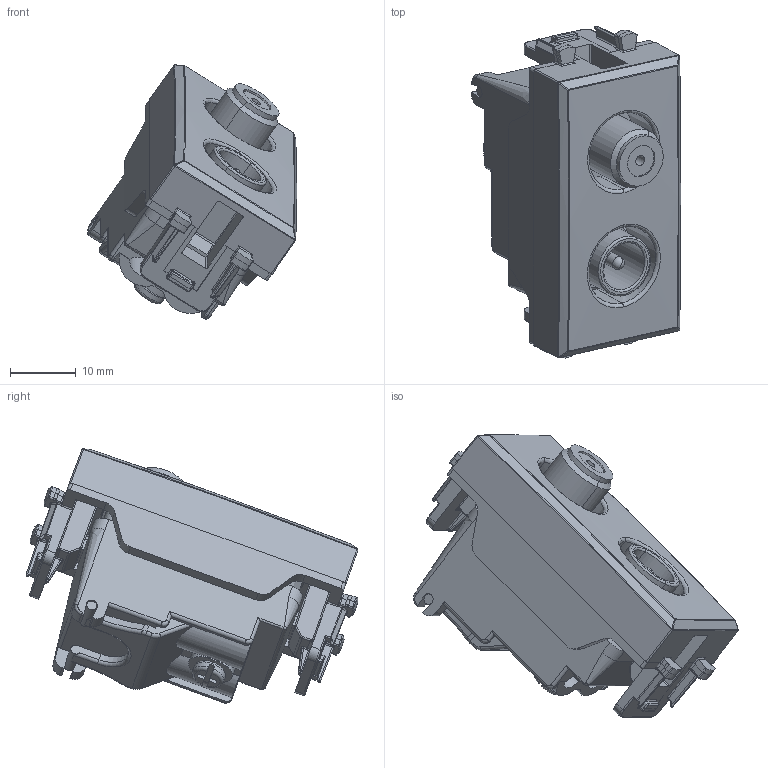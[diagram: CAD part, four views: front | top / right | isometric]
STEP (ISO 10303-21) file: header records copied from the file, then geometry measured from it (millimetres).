
FILE_DESCRIPTION(('CATIA V5 STEP Exchange'),'2;1');
FILE_NAME('442096DM.stp','2024-03-07T13:43:22+00:00',('none'),('none'),'CATIA Version 5-6 Release 2016 SP6','CATIA V5 STEP AP203','none');
FILE_SCHEMA(('CONFIG_CONTROL_DESIGN'));
Length unit declared in the file: millimetre
Products named in the file (1): 442096DM
Assembly tree (2 placements, depth 2):
  442096DM
    #57
    #25623
Bounding box: 31.97 x 50.64 x 38.81 mm (x, y, z)
Volume: 15070.1 mm3; surface area: 11348.4 mm2
Topology: 4 solids, 4 shells, 794 faces, 1968 edges, 1132 vertices
Faces by surface type: cylinder 305, plane 245, bspline 121, sphere 46, torus 35, cone 34, extrusion 8
Entity records: 33169 total; most frequent: CARTESIAN_POINT 17018, ORIENTED_EDGE 3820, DIRECTION 2374, EDGE_CURVE 1910, VERTEX_POINT 1132, AXIS2_PLACEMENT_3D 976, VECTOR 835, LINE 827
